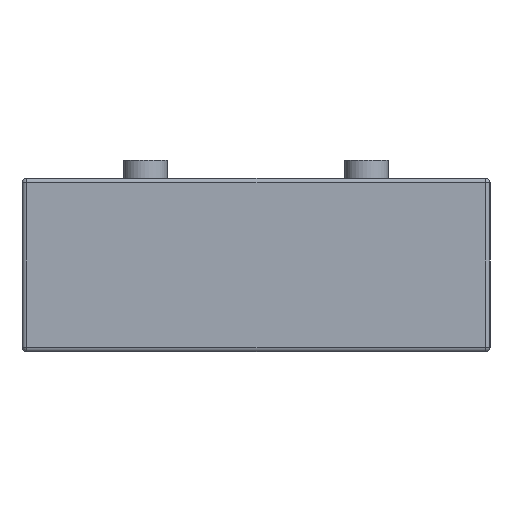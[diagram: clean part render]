
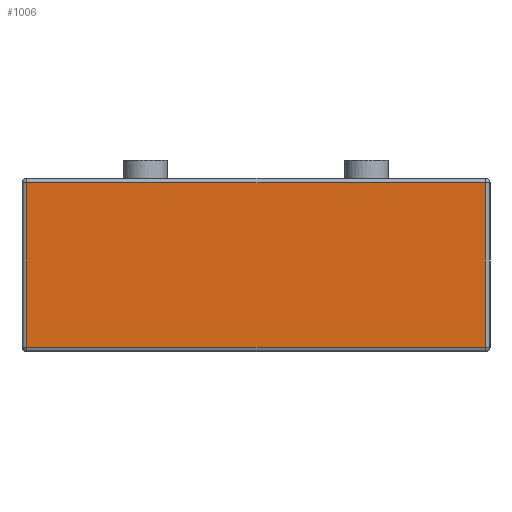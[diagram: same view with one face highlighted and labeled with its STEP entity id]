
A CAD part, front view. The second image highlights one B-rep face of the part: STEP entity #1006.
In plain terms, the highlighted planar face has unit normal (0, -1, 0).
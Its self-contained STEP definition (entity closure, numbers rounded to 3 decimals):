
#435=CARTESIAN_POINT('',(72.5,-65.0,-53.5));
#436=VERTEX_POINT('',#435);
#496=CARTESIAN_POINT('',(-72.5,-65.0,-53.5));
#497=VERTEX_POINT('',#496);
#538=CARTESIAN_POINT('',(72.5,-65.0,-1.5));
#539=VERTEX_POINT('',#538);
#630=CARTESIAN_POINT('',(-72.5,-65.0,-1.5));
#631=VERTEX_POINT('',#630);
#755=CARTESIAN_POINT('',(-72.5,-65.0,-1.5));
#756=DIRECTION('',(1.0,0.0,0.0));
#757=VECTOR('',#756,145.0);
#758=LINE('',#755,#757);
#759=EDGE_CURVE('',#631,#539,#758,.T.);
#770=CARTESIAN_POINT('',(-72.5,-65.0,-53.5));
#771=DIRECTION('',(0.0,0.0,1.0));
#772=VECTOR('',#771,52.0);
#773=LINE('',#770,#772);
#774=EDGE_CURVE('',#497,#631,#773,.T.);
#882=CARTESIAN_POINT('',(72.5,-65.0,-1.5));
#883=DIRECTION('',(0.0,0.0,-1.0));
#884=VECTOR('',#883,52.0);
#885=LINE('',#882,#884);
#886=EDGE_CURVE('',#539,#436,#885,.T.);
#897=CARTESIAN_POINT('',(72.5,-65.0,-53.5));
#898=DIRECTION('',(-1.0,0.0,0.0));
#899=VECTOR('',#898,145.0);
#900=LINE('',#897,#899);
#901=EDGE_CURVE('',#436,#497,#900,.T.);
#995=CARTESIAN_POINT('',(-74.,-65.0,0.0));
#996=DIRECTION('',(0.0,-1.0,0.0));
#997=DIRECTION('',(0.0,0.0,-1.0));
#998=AXIS2_PLACEMENT_3D('',#995,#996,#997);
#999=PLANE('',#998);
#1000=ORIENTED_EDGE('',*,*,#759,.F.);
#1001=ORIENTED_EDGE('',*,*,#774,.F.);
#1002=ORIENTED_EDGE('',*,*,#901,.F.);
#1003=ORIENTED_EDGE('',*,*,#886,.F.);
#1004=EDGE_LOOP('',(#1000,#1001,#1002,#1003));
#1005=FACE_OUTER_BOUND('',#1004,.T.);
#1006=ADVANCED_FACE('',(#1005),#999,.T.);
